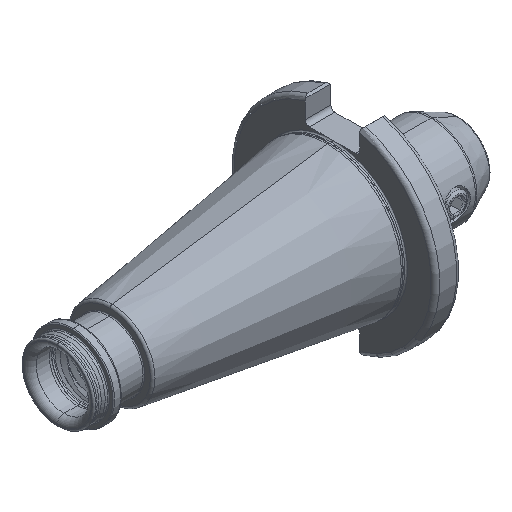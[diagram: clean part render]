
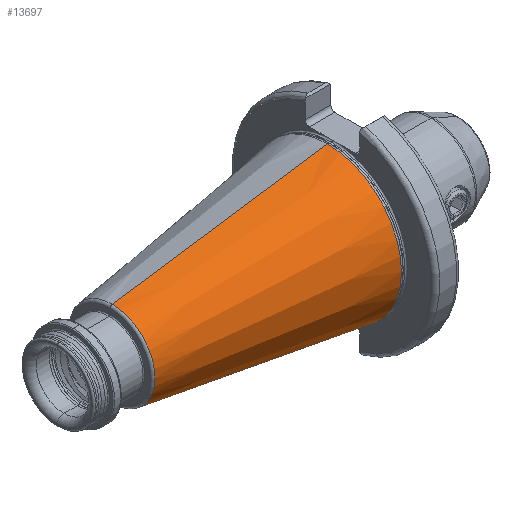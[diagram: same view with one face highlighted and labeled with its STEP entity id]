
A CAD part, isometric view. The second image highlights one B-rep face of the part: STEP entity #13697.
In plain terms, the highlighted conical face has half-angle 8.297 degrees and reference radius 35.027 mm.
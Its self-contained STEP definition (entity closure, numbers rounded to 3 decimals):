
#40 = CIRCLE ( 'NONE', #12878, 35.027 ) ;
#57 = CIRCLE ( 'NONE', #12871, 20.207 ) ;
#3377 = DIRECTION ( 'NONE',  ( 0., 0., -1. ) ) ;
#3378 = DIRECTION ( 'NONE',  ( 1., 0., 0. ) ) ;
#3380 = CARTESIAN_POINT ( 'NONE',  ( -8.5, 0., 0. ) ) ;
#3489 = LINE ( 'NONE', #10815, #9169 ) ;
#5273 = CARTESIAN_POINT ( 'NONE',  ( -110.123, 0., 20.207 ) ) ;
#5274 = CARTESIAN_POINT ( 'NONE',  ( -8.5, 0., 35.027 ) ) ;
#5360 = CARTESIAN_POINT ( 'NONE',  ( -8.5, 0., -35.027 ) ) ;
#5362 = CARTESIAN_POINT ( 'NONE',  ( -110.123, 0., -20.207 ) ) ;
#6610 = CARTESIAN_POINT ( 'NONE',  ( -8.5, 0., 35.027 ) ) ;
#6614 = DIRECTION ( 'NONE',  ( 0.99, 0., 0.144 ) ) ;
#8970 = CONICAL_SURFACE ( 'NONE', #12794, 35.027, 0.145 ) ;
#8983 = FACE_OUTER_BOUND ( 'NONE', #17642, .T. ) ;
#9169 = VECTOR ( 'NONE', #10825, 1000. ) ;
#9228 = LINE ( 'NONE', #6610, #9232 ) ;
#9232 = VECTOR ( 'NONE', #6614, 1000. ) ;
#10815 = CARTESIAN_POINT ( 'NONE',  ( -8.5, 0., -35.027 ) ) ;
#10825 = DIRECTION ( 'NONE',  ( 0.99, 0., -0.144 ) ) ;
#12794 = AXIS2_PLACEMENT_3D ( 'NONE', #3380, #3378, #3377 ) ;
#12871 = AXIS2_PLACEMENT_3D ( 'NONE', #17274, #17305, #17283 ) ;
#12878 = AXIS2_PLACEMENT_3D ( 'NONE', #17211, #17190, #17208 ) ;
#13104 = EDGE_CURVE ( 'NONE', #17852, #17863, #9228, .T. ) ;
#13246 = EDGE_CURVE ( 'NONE', #17902, #17863, #40, .T. ) ;
#13262 = EDGE_CURVE ( 'NONE', #17882, #17852, #57, .T. ) ;
#13472 = EDGE_CURVE ( 'NONE', #17882, #17902, #3489, .T. ) ;
#13697 = ADVANCED_FACE ( 'NONE', ( #8983 ), #8970, .T. ) ;
#14844 = ORIENTED_EDGE ( 'NONE', *, *, #13262, .F. ) ;
#15159 = ORIENTED_EDGE ( 'NONE', *, *, #13104, .F. ) ;
#15182 = ORIENTED_EDGE ( 'NONE', *, *, #13472, .T. ) ;
#15185 = ORIENTED_EDGE ( 'NONE', *, *, #13246, .T. ) ;
#17190 = DIRECTION ( 'NONE',  ( -1., 0., 0. ) ) ;
#17208 = DIRECTION ( 'NONE',  ( 0., 0., 1. ) ) ;
#17211 = CARTESIAN_POINT ( 'NONE',  ( -8.5, 0., 0. ) ) ;
#17274 = CARTESIAN_POINT ( 'NONE',  ( -110.123, 0., 0. ) ) ;
#17283 = DIRECTION ( 'NONE',  ( 0., 0., 1. ) ) ;
#17305 = DIRECTION ( 'NONE',  ( -1., 0., 0. ) ) ;
#17642 = EDGE_LOOP ( 'NONE', ( #15159, #14844, #15182, #15185 ) ) ;
#17852 = VERTEX_POINT ( 'NONE', #5273 ) ;
#17863 = VERTEX_POINT ( 'NONE', #5274 ) ;
#17882 = VERTEX_POINT ( 'NONE', #5362 ) ;
#17902 = VERTEX_POINT ( 'NONE', #5360 ) ;
